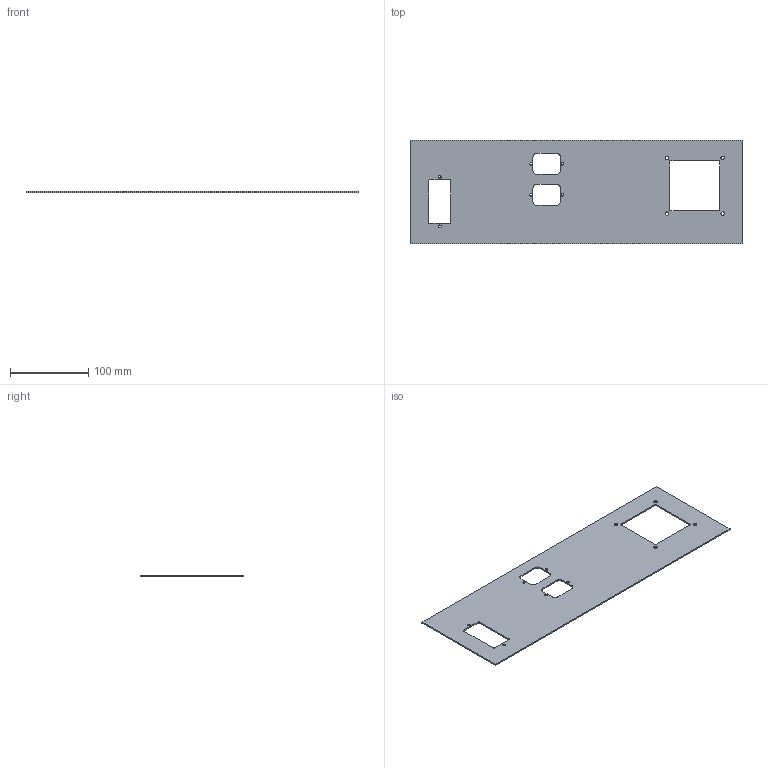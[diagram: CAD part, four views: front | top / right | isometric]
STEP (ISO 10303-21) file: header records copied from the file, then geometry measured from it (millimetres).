
FILE_DESCRIPTION(/* description */ (''),/* implementation_level */ '2;1');
FILE_NAME(/* name */ 'PDU_chassis_back.stp',/* time_stamp */ '2017-02-23T13:59:03-08:00',/* author */ ('Zara'),/* organization */ (''),/* preprocessor_version */ 'ST-DEVELOPER v16.5',/* originating_system */ 'Autodesk Inventor 2017',/* authorisation */ '');
FILE_SCHEMA (('AUTOMOTIVE_DESIGN { 1 0 10303 214 3 1 1 }'));
Length unit declared in the file: inch
Products named in the file (1): PDU_chassis_back
Bounding box: 424.94 x 132.59 x 1.65 mm (x, y, z)
Volume: 80483.5 mm3; surface area: 100613.7 mm2
Topology: 1 solids, 1 shells, 44 faces, 162 edges, 146 vertices
Faces by surface type: cylinder 22, plane 22
Full cylindrical faces by diameter (mm): 3.454 x6, 4.496 x4
Entity records: 1721 total; most frequent: CARTESIAN_POINT 323, DIRECTION 280, ORIENTED_EDGE 232, EDGE_CURVE 116, LINE 94, VECTOR 94, AXIS2_PLACEMENT_3D 93, VERTEX_POINT 84
